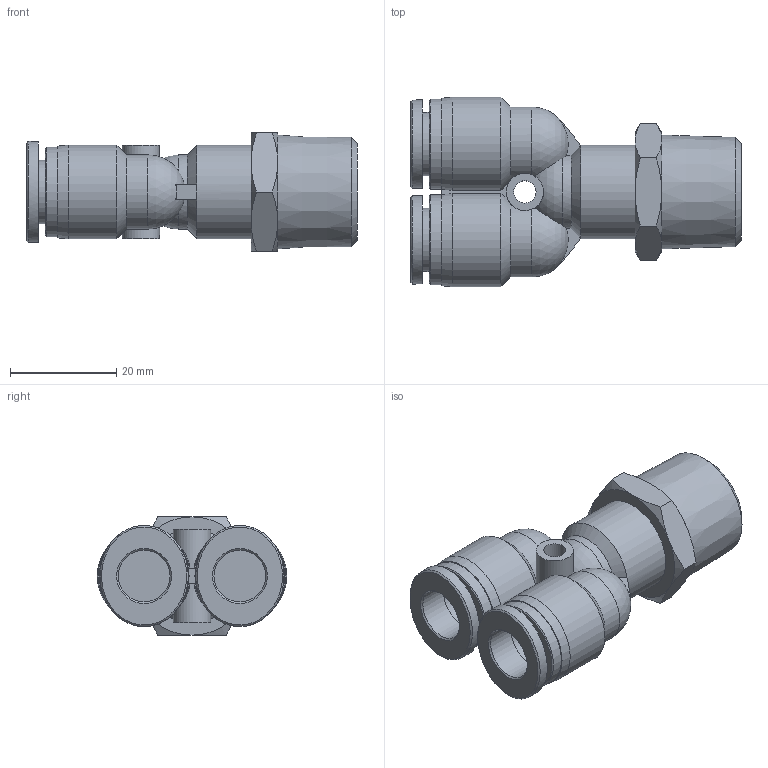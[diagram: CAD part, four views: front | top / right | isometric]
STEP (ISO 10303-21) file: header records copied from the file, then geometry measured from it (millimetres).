
FILE_DESCRIPTION((''),'2;1');
FILE_NAME('PWT 3_8-N04U.stp','2016-10-17T16:21:39',('Administrator'),(''),'Autodesk Inventor 2013','Autodesk Inventor 2013','');
FILE_SCHEMA(('CONFIG_CONTROL_DESIGN'));
Length unit declared in the file: millimetre
Products named in the file (4): PWT 3_8-N04U; NL 3_8-NPT1_2 BODY; NWT 3_8 BODY; SLEEVE N3_8L
Assembly tree (4 placements, depth 2):
  PWT 3_8-N04U
    NL 3_8-NPT1_2 BODY
    NWT 3_8 BODY
    SLEEVE N3_8L  x2
Bounding box: 62.2 x 35.6 x 22.23 mm (x, y, z)
Volume: 19203.8 mm3; surface area: 9352.7 mm2
Topology: 4 solids, 4 shells, 89 faces, 194 edges, 120 vertices
Faces by surface type: plane 39, cone 24, cylinder 18, sphere 4, bspline 4
Full cylindrical faces by diameter (mm): 4.2 x1, 7 x2, 9.75 x4, 11.9 x2, 16.9 x2, 17.6 x1
Entity records: 2394 total; most frequent: CARTESIAN_POINT 695, DIRECTION 339, ORIENTED_EDGE 320, EDGE_CURVE 160, AXIS2_PLACEMENT_3D 151, VERTEX_POINT 107, EDGE_LOOP 101, FACE_OUTER_BOUND 78
